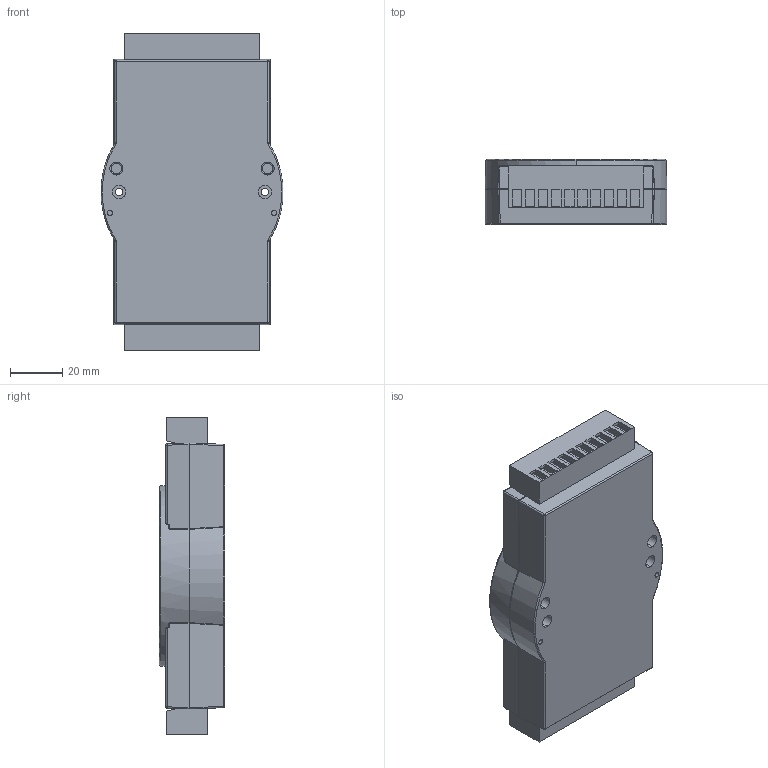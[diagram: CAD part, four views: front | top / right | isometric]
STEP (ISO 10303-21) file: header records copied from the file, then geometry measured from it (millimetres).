
FILE_DESCRIPTION (( 'STEP AP214' ), '1' );
FILE_NAME ('assy_ADAM-4056S.STEP', '2022-03-29T09:47:13', ( '' ), ( '' ), 'SwSTEP 2.0', 'SolidWorks 2020', '' );
FILE_SCHEMA (( 'AUTOMOTIVE_DESIGN' ));
Length unit declared in the file: millimetre
Products named in the file (1): assy_ADAM-4056S
Bounding box: 69.79 x 25 x 122 mm (x, y, z)
Volume: 163208.8 mm3; surface area: 33102.4 mm2
Topology: 2 solids, 2 shells, 697 faces, 1809 edges, 1159 vertices
Faces by surface type: plane 409, cylinder 170, torus 62, bspline 43, sphere 8, cone 5
Entity records: 30502 total; most frequent: CARTESIAN_POINT 5663, ORIENTED_EDGE 3586, DIRECTION 3522, EDGE_CURVE 1793, AXIS2_PLACEMENT_3D 1200, VERTEX_POINT 1159, LINE 1122, VECTOR 1122
